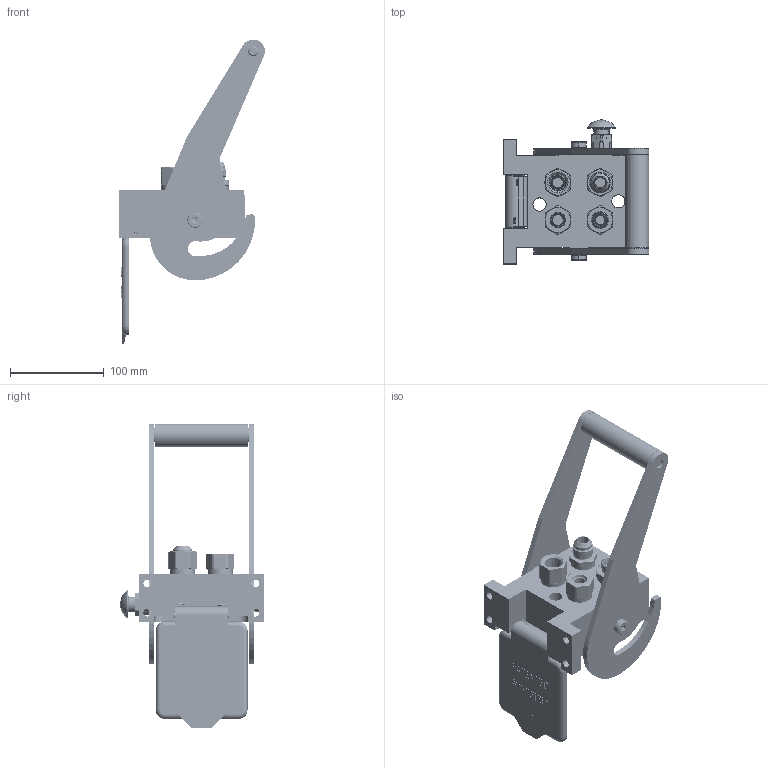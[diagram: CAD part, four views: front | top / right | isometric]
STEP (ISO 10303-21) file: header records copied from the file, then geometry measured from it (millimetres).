
FILE_DESCRIPTION (( 'STEP AP214' ), '1' );
FILE_NAME ('FASTER.step', '2023-04-21T13:56:41', ( '' ), ( '' ), 'SwSTEP 2.0', 'SolidWorks 2017', '' );
FILE_SCHEMA (( 'AUTOMOTIVE_DESIGN' ));
Length unit declared in the file: millimetre
Products named in the file (38): 2ffnb38-38saef; 2ffnb38-12nptf; 2ffnb38-13_gsf; 4830_020_0000_002; 4830_022_0000_011; 0048_042_0412_000; 4830_013_3000_020; P506_F_BASE; CURS_MOLLA_38; 4830_024_0003_000; 4830_025_0000_001; sicura_p5; et011; A_2ffnb38-38saef; 4830_025_2000_000; 4830_024_0002_010; 4810_001_0001_014; 4132_014_0000_000; 2ffnb38-2_18_f; 4830_001_0005_301; FASTER; 4820_001_0004_000; or1_5x7_m; 4830_025_1000_000; 4830_024_0003_000^4830_024_0003_000; A_2ffnb38-2_18_f; A_2ffnb38-12nptf; 4132_072_0000_300; 4830_024_0002_020; 4830_027_0000_002; 4830_001_0005_300; 0048_317_1000_000; A_2ffnb38-13_gsf; 4830_070_0000_001
Assembly tree (41 placements, depth 4):
  FASTER
    P506_F_BASE
      4830_020_0000_002
      4830_013_3000_020  x2
      4830_025_1000_000
      4830_022_0000_011
      4820_001_0004_000
      4810_001_0001_014
      0048_317_1000_000  x2
      4830_070_0000_001
      4830_001_0005_300
      4830_001_0005_301
    A_2ffnb38-12nptf
      CURS_MOLLA_38
        4132_072_0000_300
        4132_014_0000_000
      2ffnb38-12nptf
        2ffnb38-12nptf
    A_2ffnb38-38saef
      CURS_MOLLA_38
        4132_072_0000_300
        4132_014_0000_000
      2ffnb38-38saef
        2ffnb38-38saef
    A_2ffnb38-2_18_f
      CURS_MOLLA_38
        4132_072_0000_300
        4132_014_0000_000
      2ffnb38-2_18_f
        2ffnb38-2_18_f
    A_2ffnb38-13_gsf
      CURS_MOLLA_38
        4132_072_0000_300
        4132_014_0000_000
      2ffnb38-13_gsf
        2ffnb38-13_gsf
    4830_024_0003_000
      sicura_p5
        4830_025_0000_001
        or1_5x7_m
        0048_042_0412_000
      4830_027_0000_002
      4830_024_0002_010
      4830_024_0002_020
      4830_025_2000_000
    et011
  4830_024_0003_000^4830_024_0003_000
Bounding box: 155.3 x 153.38 x 324.8 mm (x, y, z)
Volume: 211235.1 mm3; surface area: 259773 mm2
Topology: 24 solids, 72 shells, 3532 faces, 9201 edges, 5856 vertices
Faces by surface type: plane 1983, cylinder 702, cone 331, bspline 259, torus 226, sphere 31
Entity records: 147029 total; most frequent: CARTESIAN_POINT 57085, ORIENTED_EDGE 17040, DIRECTION 15797, EDGE_CURVE 8768, LINE 5777, VECTOR 5777, VERTEX_POINT 5623, AXIS2_PLACEMENT_3D 5010
